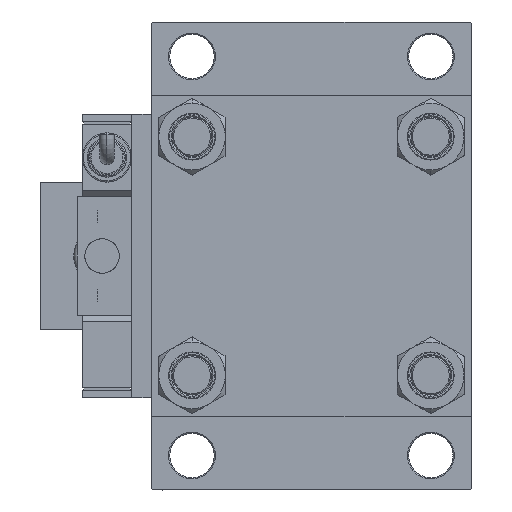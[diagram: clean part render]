
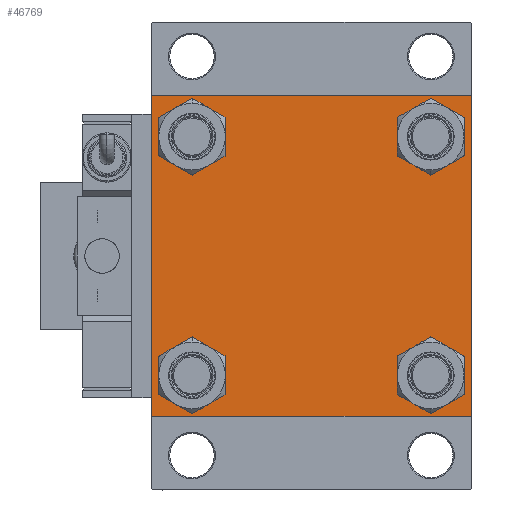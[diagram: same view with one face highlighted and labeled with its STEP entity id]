
A CAD part, left-side view. The second image highlights one B-rep face of the part: STEP entity #46769.
In plain terms, the highlighted planar face has unit normal (-1, 0, 0).
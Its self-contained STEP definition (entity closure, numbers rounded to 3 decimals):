
#804 = DIRECTION ( 'NONE',  ( 1., 0., 0. ) ) ;
#2134 = CARTESIAN_POINT ( 'NONE',  ( 0., -48.45, -56.95 ) ) ;
#3572 = DIRECTION ( 'NONE',  ( 1., 0., 0. ) ) ;
#4121 = DIRECTION ( 'NONE',  ( 0., 0., -1. ) ) ;
#4358 = VERTEX_POINT ( 'NONE', #12991 ) ;
#4576 = CIRCLE ( 'NONE', #35012, 8.5 ) ;
#5087 = VERTEX_POINT ( 'NONE', #30275 ) ;
#5783 = EDGE_CURVE ( 'NONE', #21758, #5087, #51222, .T. ) ;
#5883 = CARTESIAN_POINT ( 'NONE',  ( 0., 65., 65. ) ) ;
#6164 = DIRECTION ( 'NONE',  ( 0., -1., 0. ) ) ;
#6969 = CARTESIAN_POINT ( 'NONE',  ( 0., -65., -64.5 ) ) ;
#7134 = EDGE_CURVE ( 'NONE', #35814, #24477, #29479, .T. ) ;
#7267 = EDGE_CURVE ( 'NONE', #53478, #43569, #52989, .T. ) ;
#7622 = EDGE_CURVE ( 'NONE', #47629, #37437, #33049, .T. ) ;
#8127 = EDGE_CURVE ( 'NONE', #35814, #38813, #9273, .T. ) ;
#8607 = EDGE_CURVE ( 'NONE', #33460, #52308, #15159, .T. ) ;
#9273 = LINE ( 'NONE', #16644, #39148 ) ;
#9492 = AXIS2_PLACEMENT_3D ( 'NONE', #25189, #34161, #50748 ) ;
#9523 = EDGE_CURVE ( 'NONE', #13692, #12457, #11900, .T. ) ;
#9754 = CARTESIAN_POINT ( 'NONE',  ( 0., 65., -65. ) ) ;
#9914 = EDGE_CURVE ( 'NONE', #52308, #13692, #41501, .T. ) ;
#10018 = EDGE_CURVE ( 'NONE', #43569, #53478, #16605, .T. ) ;
#10626 = CARTESIAN_POINT ( 'NONE',  ( 0., 48.45, 56.95 ) ) ;
#10643 = CIRCLE ( 'NONE', #43720, 8.5 ) ;
#10735 = VERTEX_POINT ( 'NONE', #36177 ) ;
#10770 = ORIENTED_EDGE ( 'NONE', *, *, #5783, .T. ) ;
#11175 = EDGE_LOOP ( 'NONE', ( #21650, #41942 ) ) ;
#11900 = LINE ( 'NONE', #49176, #36607 ) ;
#12284 = VECTOR ( 'NONE', #26903, 1000. ) ;
#12352 = DIRECTION ( 'NONE',  ( 1., 0., 0. ) ) ;
#12457 = VERTEX_POINT ( 'NONE', #40893 ) ;
#12991 = CARTESIAN_POINT ( 'NONE',  ( 0., -64.5, -65. ) ) ;
#13085 = CARTESIAN_POINT ( 'NONE',  ( 0., 48.45, 48.45 ) ) ;
#13593 = DIRECTION ( 'NONE',  ( 0., 0., 1. ) ) ;
#13692 = VERTEX_POINT ( 'NONE', #50103 ) ;
#13857 = CARTESIAN_POINT ( 'NONE',  ( 0., -65., 64.5 ) ) ;
#14052 = ORIENTED_EDGE ( 'NONE', *, *, #21652, .T. ) ;
#14127 = EDGE_CURVE ( 'NONE', #12457, #4358, #26115, .T. ) ;
#14379 = EDGE_LOOP ( 'NONE', ( #22037, #17118 ) ) ;
#14412 = DIRECTION ( 'NONE',  ( 0., 0., 1. ) ) ;
#14659 = FACE_BOUND ( 'NONE', #14379, .T. ) ;
#15019 = DIRECTION ( 'NONE',  ( 0., 0., 1. ) ) ;
#15116 = AXIS2_PLACEMENT_3D ( 'NONE', #30474, #35349, #47333 ) ;
#15159 = LINE ( 'NONE', #23869, #18312 ) ;
#15217 = VECTOR ( 'NONE', #6164, 1000. ) ;
#16171 = ORIENTED_EDGE ( 'NONE', *, *, #8607, .T. ) ;
#16605 = CIRCLE ( 'NONE', #20096, 8.5 ) ;
#16630 = ORIENTED_EDGE ( 'NONE', *, *, #8127, .F. ) ;
#16644 = CARTESIAN_POINT ( 'NONE',  ( 0., -65., 65. ) ) ;
#16966 = ORIENTED_EDGE ( 'NONE', *, *, #9914, .T. ) ;
#17118 = ORIENTED_EDGE ( 'NONE', *, *, #50771, .T. ) ;
#18303 = CARTESIAN_POINT ( 'NONE',  ( 0., -64.75, 64.75 ) ) ;
#18312 = VECTOR ( 'NONE', #19504, 1000. ) ;
#18472 = DIRECTION ( 'NONE',  ( 0., 0., 1. ) ) ;
#18752 = CIRCLE ( 'NONE', #45731, 8.5 ) ;
#19333 = ORIENTED_EDGE ( 'NONE', *, *, #10018, .T. ) ;
#19504 = DIRECTION ( 'NONE',  ( 0., 0.707, -0.707 ) ) ;
#20096 = AXIS2_PLACEMENT_3D ( 'NONE', #48741, #3572, #15019 ) ;
#20158 = EDGE_CURVE ( 'NONE', #29021, #10735, #24686, .T. ) ;
#21579 = EDGE_CURVE ( 'NONE', #37437, #47629, #4576, .T. ) ;
#21650 = ORIENTED_EDGE ( 'NONE', *, *, #7622, .T. ) ;
#21652 = EDGE_CURVE ( 'NONE', #5087, #21758, #10643, .T. ) ;
#21758 = VERTEX_POINT ( 'NONE', #2134 ) ;
#22037 = ORIENTED_EDGE ( 'NONE', *, *, #20158, .T. ) ;
#22041 = CARTESIAN_POINT ( 'NONE',  ( 0., -64.5, 65. ) ) ;
#23098 = PLANE ( 'NONE',  #53489 ) ;
#23433 = EDGE_LOOP ( 'NONE', ( #14052, #10770 ) ) ;
#23493 = EDGE_LOOP ( 'NONE', ( #16966, #35252, #31441, #48560, #16630, #25751, #51518, #16171 ) ) ;
#23869 = CARTESIAN_POINT ( 'NONE',  ( 0., 64.75, 64.75 ) ) ;
#23896 = FACE_OUTER_BOUND ( 'NONE', #23493, .T. ) ;
#24018 = CARTESIAN_POINT ( 'NONE',  ( 0., 65., 64.5 ) ) ;
#24306 = VECTOR ( 'NONE', #35168, 1000. ) ;
#24477 = VERTEX_POINT ( 'NONE', #22041 ) ;
#24686 = CIRCLE ( 'NONE', #15116, 8.5 ) ;
#25189 = CARTESIAN_POINT ( 'NONE',  ( 0., -48.45, -48.45 ) ) ;
#25433 = CARTESIAN_POINT ( 'NONE',  ( 0., 65., 65. ) ) ;
#25751 = ORIENTED_EDGE ( 'NONE', *, *, #7134, .T. ) ;
#25784 = ORIENTED_EDGE ( 'NONE', *, *, #7267, .T. ) ;
#26115 = LINE ( 'NONE', #9754, #12284 ) ;
#26277 = DIRECTION ( 'NONE',  ( 0., -0.707, 0.707 ) ) ;
#26903 = DIRECTION ( 'NONE',  ( 0., -1., 0. ) ) ;
#27175 = FACE_BOUND ( 'NONE', #52430, .T. ) ;
#27438 = DIRECTION ( 'NONE',  ( -1., 0., 0. ) ) ;
#27825 = AXIS2_PLACEMENT_3D ( 'NONE', #45023, #12352, #33051 ) ;
#29021 = VERTEX_POINT ( 'NONE', #38367 ) ;
#29479 = LINE ( 'NONE', #18303, #24306 ) ;
#29681 = DIRECTION ( 'NONE',  ( 0., 0., 1. ) ) ;
#30275 = CARTESIAN_POINT ( 'NONE',  ( 0., -48.45, -39.95 ) ) ;
#30414 = LINE ( 'NONE', #5883, #15217 ) ;
#30454 = EDGE_CURVE ( 'NONE', #4358, #38813, #37724, .T. ) ;
#30474 = CARTESIAN_POINT ( 'NONE',  ( 0., -48.45, 48.45 ) ) ;
#31441 = ORIENTED_EDGE ( 'NONE', *, *, #14127, .T. ) ;
#31793 = DIRECTION ( 'NONE',  ( 1., 0., 0. ) ) ;
#32344 = CARTESIAN_POINT ( 'NONE',  ( 0., 48.45, -39.95 ) ) ;
#33049 = CIRCLE ( 'NONE', #27825, 8.5 ) ;
#33051 = DIRECTION ( 'NONE',  ( 0., 0., 1. ) ) ;
#33460 = VERTEX_POINT ( 'NONE', #40545 ) ;
#33864 = AXIS2_PLACEMENT_3D ( 'NONE', #13085, #37333, #29681 ) ;
#34161 = DIRECTION ( 'NONE',  ( 1., 0., 0. ) ) ;
#34172 = CARTESIAN_POINT ( 'NONE',  ( 0., -64.75, -64.75 ) ) ;
#34557 = CARTESIAN_POINT ( 'NONE',  ( 0., 48.45, -48.45 ) ) ;
#35012 = AXIS2_PLACEMENT_3D ( 'NONE', #34557, #804, #13593 ) ;
#35168 = DIRECTION ( 'NONE',  ( 0., 0.707, 0.707 ) ) ;
#35252 = ORIENTED_EDGE ( 'NONE', *, *, #9523, .T. ) ;
#35289 = CARTESIAN_POINT ( 'NONE',  ( 0., 48.45, -56.95 ) ) ;
#35349 = DIRECTION ( 'NONE',  ( 1., 0., 0. ) ) ;
#35814 = VERTEX_POINT ( 'NONE', #13857 ) ;
#36177 = CARTESIAN_POINT ( 'NONE',  ( 0., -48.45, 39.95 ) ) ;
#36607 = VECTOR ( 'NONE', #48362, 1000. ) ;
#37333 = DIRECTION ( 'NONE',  ( 1., 0., 0. ) ) ;
#37434 = DIRECTION ( 'NONE',  ( 0., 0., -1. ) ) ;
#37437 = VERTEX_POINT ( 'NONE', #35289 ) ;
#37724 = LINE ( 'NONE', #34172, #50180 ) ;
#38341 = VECTOR ( 'NONE', #37434, 1000. ) ;
#38367 = CARTESIAN_POINT ( 'NONE',  ( 0., -48.45, 56.95 ) ) ;
#38813 = VERTEX_POINT ( 'NONE', #6969 ) ;
#38934 = CARTESIAN_POINT ( 'NONE',  ( 0., -48.45, 48.45 ) ) ;
#39148 = VECTOR ( 'NONE', #4121, 1000. ) ;
#39707 = CARTESIAN_POINT ( 'NONE',  ( 0., 0., 0. ) ) ;
#40545 = CARTESIAN_POINT ( 'NONE',  ( 0., 64.5, 65. ) ) ;
#40893 = CARTESIAN_POINT ( 'NONE',  ( 0., 64.5, -65. ) ) ;
#41501 = LINE ( 'NONE', #25433, #38341 ) ;
#41942 = ORIENTED_EDGE ( 'NONE', *, *, #21579, .T. ) ;
#43569 = VERTEX_POINT ( 'NONE', #53018 ) ;
#43720 = AXIS2_PLACEMENT_3D ( 'NONE', #48921, #31793, #44850 ) ;
#44576 = FACE_BOUND ( 'NONE', #23433, .T. ) ;
#44850 = DIRECTION ( 'NONE',  ( 0., 0., 1. ) ) ;
#45023 = CARTESIAN_POINT ( 'NONE',  ( 0., 48.45, -48.45 ) ) ;
#45731 = AXIS2_PLACEMENT_3D ( 'NONE', #38934, #51437, #14412 ) ;
#46769 = ADVANCED_FACE ( 'NONE', ( #14659, #44576, #47860, #27175, #23896 ), #23098, .T. ) ;
#47333 = DIRECTION ( 'NONE',  ( 0., 0., 1. ) ) ;
#47629 = VERTEX_POINT ( 'NONE', #32344 ) ;
#47860 = FACE_BOUND ( 'NONE', #11175, .T. ) ;
#48362 = DIRECTION ( 'NONE',  ( 0., -0.707, -0.707 ) ) ;
#48560 = ORIENTED_EDGE ( 'NONE', *, *, #30454, .T. ) ;
#48741 = CARTESIAN_POINT ( 'NONE',  ( 0., 48.45, 48.45 ) ) ;
#48921 = CARTESIAN_POINT ( 'NONE',  ( 0., -48.45, -48.45 ) ) ;
#48975 = EDGE_CURVE ( 'NONE', #33460, #24477, #30414, .T. ) ;
#49176 = CARTESIAN_POINT ( 'NONE',  ( 0., 64.75, -64.75 ) ) ;
#50103 = CARTESIAN_POINT ( 'NONE',  ( 0., 65., -64.5 ) ) ;
#50180 = VECTOR ( 'NONE', #26277, 1000. ) ;
#50748 = DIRECTION ( 'NONE',  ( 0., 0., 1. ) ) ;
#50771 = EDGE_CURVE ( 'NONE', #10735, #29021, #18752, .T. ) ;
#51222 = CIRCLE ( 'NONE', #9492, 8.5 ) ;
#51437 = DIRECTION ( 'NONE',  ( 1., 0., 0. ) ) ;
#51518 = ORIENTED_EDGE ( 'NONE', *, *, #48975, .F. ) ;
#52308 = VERTEX_POINT ( 'NONE', #24018 ) ;
#52430 = EDGE_LOOP ( 'NONE', ( #25784, #19333 ) ) ;
#52989 = CIRCLE ( 'NONE', #33864, 8.5 ) ;
#53018 = CARTESIAN_POINT ( 'NONE',  ( 0., 48.45, 39.95 ) ) ;
#53478 = VERTEX_POINT ( 'NONE', #10626 ) ;
#53489 = AXIS2_PLACEMENT_3D ( 'NONE', #39707, #27438, #18472 ) ;
